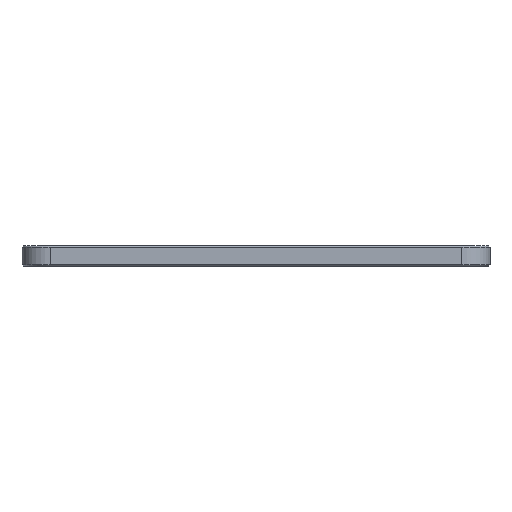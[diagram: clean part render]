
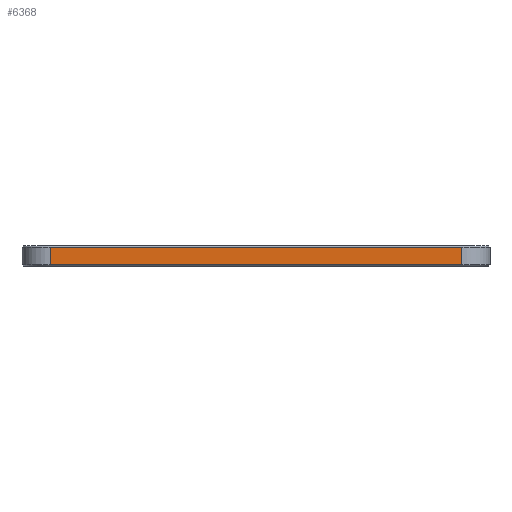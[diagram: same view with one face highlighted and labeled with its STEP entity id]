
A CAD part, front view. The second image highlights one B-rep face of the part: STEP entity #6368.
In plain terms, the highlighted planar face has unit normal (0, -1, 0).
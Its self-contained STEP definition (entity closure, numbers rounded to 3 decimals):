
#166 = PLANE('',#167);
#167 = AXIS2_PLACEMENT_3D('',#168,#169,#170);
#168 = CARTESIAN_POINT('',(60.,-58.05,0.25));
#169 = DIRECTION('',(0.,-0.707,-0.707));
#170 = DIRECTION('',(1.,0.,0.));
#938 = VERTEX_POINT('',#939);
#939 = CARTESIAN_POINT('',(-60.,-58.3,0.5));
#977 = CYLINDRICAL_SURFACE('',#978,8.3);
#978 = AXIS2_PLACEMENT_3D('',#979,#980,#981);
#979 = CARTESIAN_POINT('',(-60.,-50.,0.));
#980 = DIRECTION('',(-0.,-0.,-1.));
#981 = DIRECTION('',(1.,0.,0.));
#995 = VERTEX_POINT('',#996);
#996 = CARTESIAN_POINT('',(60.,-58.3,0.5));
#1032 = CYLINDRICAL_SURFACE('',#1033,8.3);
#1033 = AXIS2_PLACEMENT_3D('',#1034,#1035,#1036);
#1034 = CARTESIAN_POINT('',(60.,-50.,0.));
#1035 = DIRECTION('',(-0.,-0.,-1.));
#1036 = DIRECTION('',(1.,0.,0.));
#1050 = EDGE_CURVE('',#995,#938,#1051,.T.);
#1051 = SURFACE_CURVE('',#1052,(#1056,#1063),.PCURVE_S1.);
#1052 = LINE('',#1053,#1054);
#1053 = CARTESIAN_POINT('',(60.,-58.3,0.5));
#1054 = VECTOR('',#1055,1.);
#1055 = DIRECTION('',(-1.,-0.,-0.));
#1056 = PCURVE('',#166,#1057);
#1057 = DEFINITIONAL_REPRESENTATION('',(#1058),#1062);
#1058 = LINE('',#1059,#1060);
#1059 = CARTESIAN_POINT('',(-0.,0.354));
#1060 = VECTOR('',#1061,1.);
#1061 = DIRECTION('',(-1.,0.));
#1062 = ( GEOMETRIC_REPRESENTATION_CONTEXT(2) 
PARAMETRIC_REPRESENTATION_CONTEXT() REPRESENTATION_CONTEXT('2D SPACE',''
  ) );
#1063 = PCURVE('',#1064,#1069);
#1064 = PLANE('',#1065);
#1065 = AXIS2_PLACEMENT_3D('',#1066,#1067,#1068);
#1066 = CARTESIAN_POINT('',(-60.,-58.3,0.));
#1067 = DIRECTION('',(0.,1.,0.));
#1068 = DIRECTION('',(1.,0.,0.));
#1069 = DEFINITIONAL_REPRESENTATION('',(#1070),#1074);
#1070 = LINE('',#1071,#1072);
#1071 = CARTESIAN_POINT('',(120.,-0.5));
#1072 = VECTOR('',#1073,1.);
#1073 = DIRECTION('',(-1.,0.));
#1074 = ( GEOMETRIC_REPRESENTATION_CONTEXT(2) 
PARAMETRIC_REPRESENTATION_CONTEXT() REPRESENTATION_CONTEXT('2D SPACE',''
  ) );
#6264 = VERTEX_POINT('',#6265);
#6265 = CARTESIAN_POINT('',(-60.,-58.3,5.5));
#6292 = EDGE_CURVE('',#938,#6264,#6293,.T.);
#6293 = SURFACE_CURVE('',#6294,(#6298,#6305),.PCURVE_S1.);
#6294 = LINE('',#6295,#6296);
#6295 = CARTESIAN_POINT('',(-60.,-58.3,0.));
#6296 = VECTOR('',#6297,1.);
#6297 = DIRECTION('',(0.,0.,1.));
#6298 = PCURVE('',#977,#6299);
#6299 = DEFINITIONAL_REPRESENTATION('',(#6300),#6304);
#6300 = LINE('',#6301,#6302);
#6301 = CARTESIAN_POINT('',(-4.712,0.));
#6302 = VECTOR('',#6303,1.);
#6303 = DIRECTION('',(-0.,-1.));
#6304 = ( GEOMETRIC_REPRESENTATION_CONTEXT(2) 
PARAMETRIC_REPRESENTATION_CONTEXT() REPRESENTATION_CONTEXT('2D SPACE',''
  ) );
#6305 = PCURVE('',#1064,#6306);
#6306 = DEFINITIONAL_REPRESENTATION('',(#6307),#6311);
#6307 = LINE('',#6308,#6309);
#6308 = CARTESIAN_POINT('',(0.,0.));
#6309 = VECTOR('',#6310,1.);
#6310 = DIRECTION('',(0.,-1.));
#6311 = ( GEOMETRIC_REPRESENTATION_CONTEXT(2) 
PARAMETRIC_REPRESENTATION_CONTEXT() REPRESENTATION_CONTEXT('2D SPACE',''
  ) );
#6317 = EDGE_CURVE('',#995,#6318,#6320,.T.);
#6318 = VERTEX_POINT('',#6319);
#6319 = CARTESIAN_POINT('',(60.,-58.3,5.5));
#6320 = SURFACE_CURVE('',#6321,(#6325,#6332),.PCURVE_S1.);
#6321 = LINE('',#6322,#6323);
#6322 = CARTESIAN_POINT('',(60.,-58.3,0.));
#6323 = VECTOR('',#6324,1.);
#6324 = DIRECTION('',(0.,0.,1.));
#6325 = PCURVE('',#1032,#6326);
#6326 = DEFINITIONAL_REPRESENTATION('',(#6327),#6331);
#6327 = LINE('',#6328,#6329);
#6328 = CARTESIAN_POINT('',(-4.712,0.));
#6329 = VECTOR('',#6330,1.);
#6330 = DIRECTION('',(-0.,-1.));
#6331 = ( GEOMETRIC_REPRESENTATION_CONTEXT(2) 
PARAMETRIC_REPRESENTATION_CONTEXT() REPRESENTATION_CONTEXT('2D SPACE',''
  ) );
#6332 = PCURVE('',#1064,#6333);
#6333 = DEFINITIONAL_REPRESENTATION('',(#6334),#6338);
#6334 = LINE('',#6335,#6336);
#6335 = CARTESIAN_POINT('',(120.,0.));
#6336 = VECTOR('',#6337,1.);
#6337 = DIRECTION('',(0.,-1.));
#6338 = ( GEOMETRIC_REPRESENTATION_CONTEXT(2) 
PARAMETRIC_REPRESENTATION_CONTEXT() REPRESENTATION_CONTEXT('2D SPACE',''
  ) );
#6368 = ADVANCED_FACE('',(#6369),#1064,.F.);
#6369 = FACE_BOUND('',#6370,.F.);
#6370 = EDGE_LOOP('',(#6371,#6372,#6398,#6399));
#6371 = ORIENTED_EDGE('',*,*,#6292,.T.);
#6372 = ORIENTED_EDGE('',*,*,#6373,.F.);
#6373 = EDGE_CURVE('',#6318,#6264,#6374,.T.);
#6374 = SURFACE_CURVE('',#6375,(#6379,#6386),.PCURVE_S1.);
#6375 = LINE('',#6376,#6377);
#6376 = CARTESIAN_POINT('',(60.,-58.3,5.5));
#6377 = VECTOR('',#6378,1.);
#6378 = DIRECTION('',(-1.,-0.,-0.));
#6379 = PCURVE('',#1064,#6380);
#6380 = DEFINITIONAL_REPRESENTATION('',(#6381),#6385);
#6381 = LINE('',#6382,#6383);
#6382 = CARTESIAN_POINT('',(120.,-5.5));
#6383 = VECTOR('',#6384,1.);
#6384 = DIRECTION('',(-1.,0.));
#6385 = ( GEOMETRIC_REPRESENTATION_CONTEXT(2) 
PARAMETRIC_REPRESENTATION_CONTEXT() REPRESENTATION_CONTEXT('2D SPACE',''
  ) );
#6386 = PCURVE('',#6387,#6392);
#6387 = PLANE('',#6388);
#6388 = AXIS2_PLACEMENT_3D('',#6389,#6390,#6391);
#6389 = CARTESIAN_POINT('',(60.,-58.05,5.75));
#6390 = DIRECTION('',(0.,0.707,-0.707));
#6391 = DIRECTION('',(-1.,0.,0.));
#6392 = DEFINITIONAL_REPRESENTATION('',(#6393),#6397);
#6393 = LINE('',#6394,#6395);
#6394 = CARTESIAN_POINT('',(-0.,-0.354));
#6395 = VECTOR('',#6396,1.);
#6396 = DIRECTION('',(1.,0.));
#6397 = ( GEOMETRIC_REPRESENTATION_CONTEXT(2) 
PARAMETRIC_REPRESENTATION_CONTEXT() REPRESENTATION_CONTEXT('2D SPACE',''
  ) );
#6398 = ORIENTED_EDGE('',*,*,#6317,.F.);
#6399 = ORIENTED_EDGE('',*,*,#1050,.T.);
